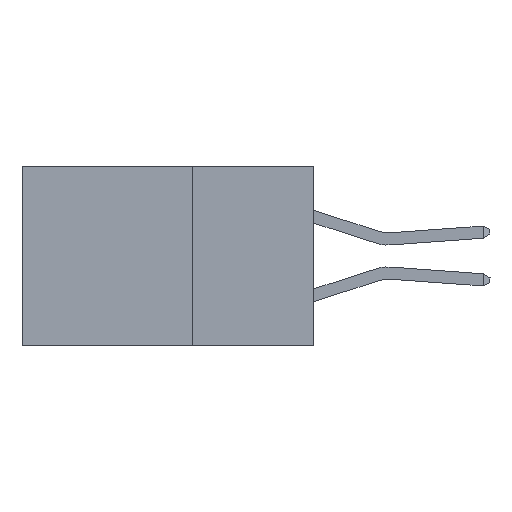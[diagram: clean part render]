
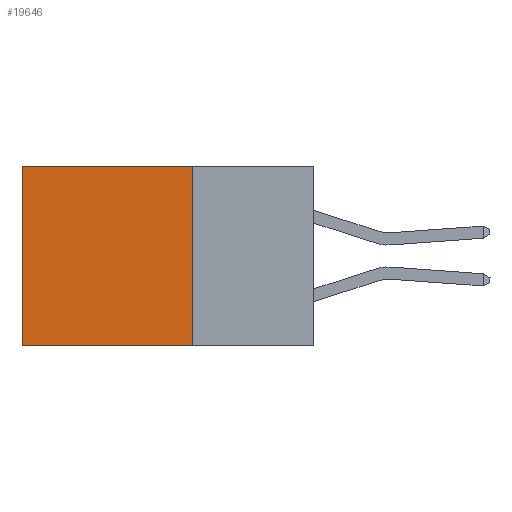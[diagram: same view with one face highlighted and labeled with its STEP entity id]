
A CAD part, left-side view. The second image highlights one B-rep face of the part: STEP entity #19646.
In plain terms, the highlighted planar face has unit normal (-1, 0, 0).
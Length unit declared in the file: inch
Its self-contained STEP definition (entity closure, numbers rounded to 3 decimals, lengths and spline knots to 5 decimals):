
#137 = CARTESIAN_POINT ( 'NONE',  ( 0.2875, 0.25, 0. ) ) ;
#630 = CARTESIAN_POINT ( 'NONE',  ( 0.2875, 0.25, 0. ) ) ;
#1384 = ORIENTED_EDGE ( 'NONE', *, *, #3812, .F. ) ;
#3331 = VERTEX_POINT ( 'NONE', #44361 ) ;
#3812 = EDGE_CURVE ( 'NONE', #32037, #43546, #16593, .T. ) ;
#4995 = LINE ( 'NONE', #19329, #8218 ) ;
#5865 = LINE ( 'NONE', #7300, #41465 ) ;
#7300 = CARTESIAN_POINT ( 'NONE',  ( 0.2875, 0.25, -0.37 ) ) ;
#8218 = VECTOR ( 'NONE', #40340, 39.37008 ) ;
#9589 = EDGE_CURVE ( 'NONE', #32037, #30803, #4995, .T. ) ;
#10738 = DIRECTION ( 'NONE',  ( 0., 1., 0. ) ) ;
#13530 = CARTESIAN_POINT ( 'NONE',  ( 0.2875, 0.6, 0. ) ) ;
#16309 = VECTOR ( 'NONE', #19003, 39.37008 ) ;
#16593 = LINE ( 'NONE', #630, #41971 ) ;
#17936 = LINE ( 'NONE', #42302, #16309 ) ;
#19003 = DIRECTION ( 'NONE',  ( 0., 0., -1. ) ) ;
#19329 = CARTESIAN_POINT ( 'NONE',  ( 0.2875, 0.25, 0. ) ) ;
#19646 = ADVANCED_FACE ( 'NONE', ( #30290 ), #37683, .F. ) ;
#20589 = DIRECTION ( 'NONE',  ( 0., 0., -1. ) ) ;
#23396 = EDGE_CURVE ( 'NONE', #43546, #3331, #5865, .T. ) ;
#27046 = ORIENTED_EDGE ( 'NONE', *, *, #23396, .F. ) ;
#30290 = FACE_OUTER_BOUND ( 'NONE', #38667, .T. ) ;
#30803 = VERTEX_POINT ( 'NONE', #13530 ) ;
#32037 = VERTEX_POINT ( 'NONE', #33355 ) ;
#33355 = CARTESIAN_POINT ( 'NONE',  ( 0.2875, 0.25, 0. ) ) ;
#37444 = ORIENTED_EDGE ( 'NONE', *, *, #9589, .T. ) ;
#37683 = PLANE ( 'NONE',  #42857 ) ;
#38667 = EDGE_LOOP ( 'NONE', ( #38708, #27046, #1384, #37444 ) ) ;
#38708 = ORIENTED_EDGE ( 'NONE', *, *, #41555, .T. ) ;
#40340 = DIRECTION ( 'NONE',  ( 0., 1., 0. ) ) ;
#41465 = VECTOR ( 'NONE', #10738, 39.37008 ) ;
#41555 = EDGE_CURVE ( 'NONE', #30803, #3331, #17936, .T. ) ;
#41596 = DIRECTION ( 'NONE',  ( 0., 0., -1. ) ) ;
#41971 = VECTOR ( 'NONE', #41596, 39.37008 ) ;
#42302 = CARTESIAN_POINT ( 'NONE',  ( 0.2875, 0.6, 0. ) ) ;
#42857 = AXIS2_PLACEMENT_3D ( 'NONE', #137, #44464, #20589 ) ;
#43335 = CARTESIAN_POINT ( 'NONE',  ( 0.2875, 0.25, -0.37 ) ) ;
#43546 = VERTEX_POINT ( 'NONE', #43335 ) ;
#44361 = CARTESIAN_POINT ( 'NONE',  ( 0.2875, 0.6, -0.37 ) ) ;
#44464 = DIRECTION ( 'NONE',  ( 1., 0., 0. ) ) ;
